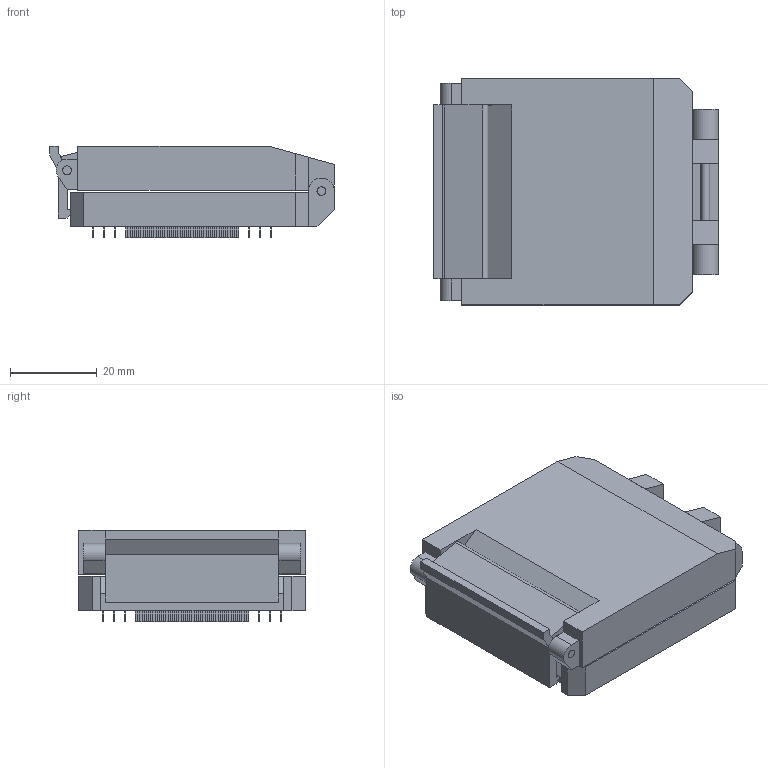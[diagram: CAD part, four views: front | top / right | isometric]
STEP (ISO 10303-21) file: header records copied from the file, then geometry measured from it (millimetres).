
FILE_DESCRIPTION((''),'2;1');
FILE_NAME('YAMAICHI_IC51-2084-1052-9.stp','2012-11-22T08:39:21',(''),(''),'Mechanical Desktop 2011','Mechanical Desktop 2011',', , ');
FILE_SCHEMA(('AUTOMOTIVE_DESIGN { 1 2 10303 214 1 1 1 1 }'));
Length unit declared in the file: millimetre
Products named in the file (1): Product
Bounding box: 65.5 x 52 x 21 mm (x, y, z)
Volume: 51714.5 mm3; surface area: 21256.3 mm2
Topology: 219 solids, 219 shells, 1371 faces, 2783 edges, 1854 vertices
Faces by surface type: plane 1325, cylinder 37, bspline 9
Entity records: 34992 total; most frequent: CARTESIAN_POINT 6036, DIRECTION 5583, ORIENTED_EDGE 5566, EDGE_CURVE 2783, VECTOR 2709, LINE 2709, VERTEX_POINT 1854, AXIS2_PLACEMENT_3D 1437
